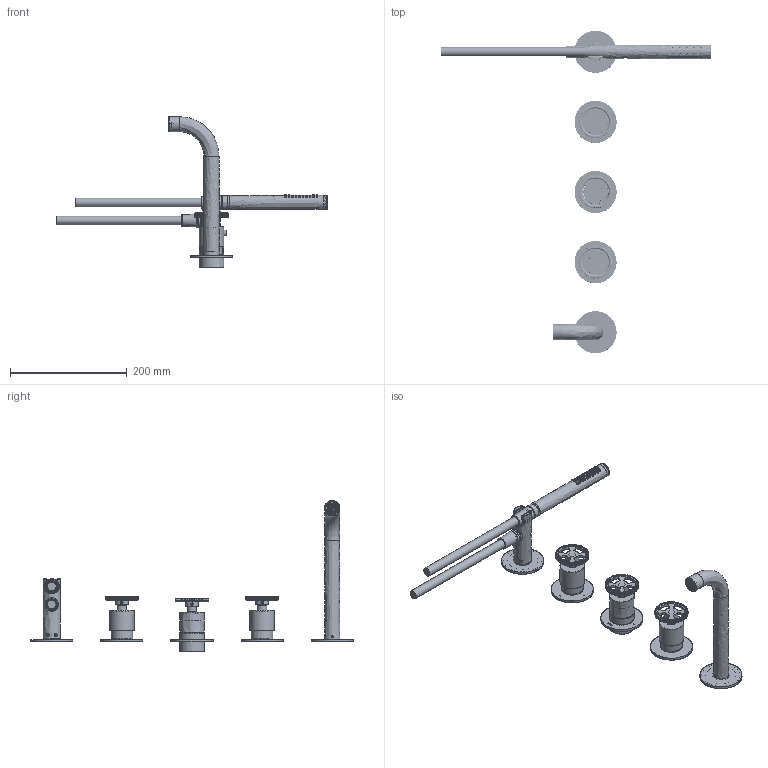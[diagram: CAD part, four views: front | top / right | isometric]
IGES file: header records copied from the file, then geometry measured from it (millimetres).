
Start section: C
Global section: file name: CW7172-00.igs; native system: By Siemens PLM Incorporated; preprocessor: XPlus GENERIC/IGES 26.1.183; author: Author; organization: Title; date: 20250327.120139; units: millimetre
Bounding box: 463.6 x 551.99 x 258.2 mm (x, y, z)
Volume: 365485.2 mm3; surface area: 255361.2 mm2
Topology: 34 solids, 34 shells, 6574 faces, 16049 edges, 9624 vertices
Faces by surface type: bspline 6574
